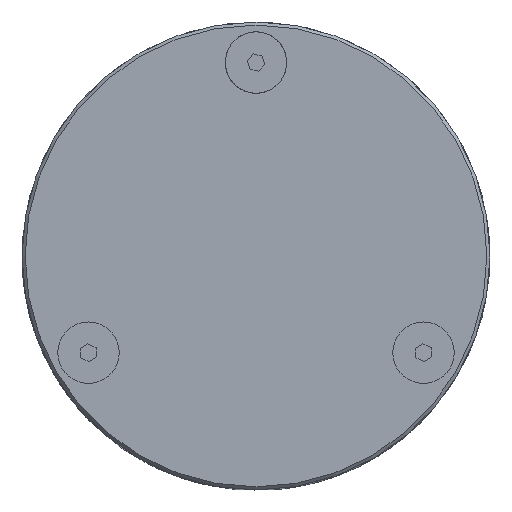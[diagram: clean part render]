
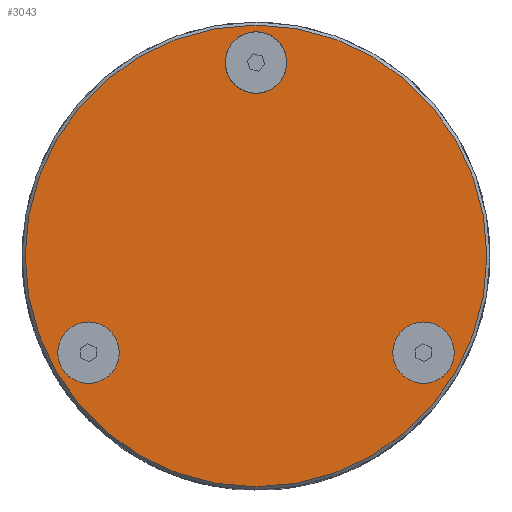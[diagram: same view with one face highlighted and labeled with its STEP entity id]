
A CAD part, top view. The second image highlights one B-rep face of the part: STEP entity #3043.
In plain terms, the highlighted planar face has unit normal (0, 0, 1).
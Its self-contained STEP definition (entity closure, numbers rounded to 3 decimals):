
#216 = AXIS2_PLACEMENT_3D ( 'NONE', #4054, #725, #2315 ) ;
#336 = CARTESIAN_POINT ( 'NONE',  ( 0., 0., 2.032 ) ) ;
#353 = CIRCLE ( 'NONE', #216, 2.502 ) ;
#550 = DIRECTION ( 'NONE',  ( 1., 0., 0. ) ) ;
#555 = VERTEX_POINT ( 'NONE', #5091 ) ;
#611 = ORIENTED_EDGE ( 'NONE', *, *, #3892, .F. ) ;
#712 = CIRCLE ( 'NONE', #3032, 18.796 ) ;
#725 = DIRECTION ( 'NONE',  ( 0., 0., 1. ) ) ;
#734 = EDGE_LOOP ( 'NONE', ( #1789 ) ) ;
#809 = CARTESIAN_POINT ( 'NONE',  ( -11.136, -7.874, 2.032 ) ) ;
#984 = CARTESIAN_POINT ( 'NONE',  ( 13.638, -7.874, 2.032 ) ) ;
#996 = AXIS2_PLACEMENT_3D ( 'NONE', #336, #3641, #3680 ) ;
#1050 = EDGE_CURVE ( 'NONE', #3792, #3792, #1739, .T. ) ;
#1176 = FACE_BOUND ( 'NONE', #734, .T. ) ;
#1253 = AXIS2_PLACEMENT_3D ( 'NONE', #2610, #5185, #1771 ) ;
#1463 = ORIENTED_EDGE ( 'NONE', *, *, #3327, .T. ) ;
#1739 = CIRCLE ( 'NONE', #3388, 2.502 ) ;
#1771 = DIRECTION ( 'NONE',  ( 1., 0., 0. ) ) ;
#1789 = ORIENTED_EDGE ( 'NONE', *, *, #1889, .F. ) ;
#1889 = EDGE_CURVE ( 'NONE', #4434, #4434, #1980, .T. ) ;
#1980 = CIRCLE ( 'NONE', #1253, 2.502 ) ;
#2315 = DIRECTION ( 'NONE',  ( 1., 0., 0. ) ) ;
#2326 = EDGE_LOOP ( 'NONE', ( #611 ) ) ;
#2327 = VERTEX_POINT ( 'NONE', #4208 ) ;
#2610 = CARTESIAN_POINT ( 'NONE',  ( -13.638, -7.874, 2.032 ) ) ;
#3032 = AXIS2_PLACEMENT_3D ( 'NONE', #4356, #3580, #550 ) ;
#3043 = ADVANCED_FACE ( 'NONE', ( #4119, #1176, #5416, #3492 ), #4921, .T. ) ;
#3327 = EDGE_CURVE ( 'NONE', #555, #555, #712, .T. ) ;
#3388 = AXIS2_PLACEMENT_3D ( 'NONE', #984, #5223, #5166 ) ;
#3492 = FACE_BOUND ( 'NONE', #2326, .T. ) ;
#3580 = DIRECTION ( 'NONE',  ( 0., 0., 1. ) ) ;
#3641 = DIRECTION ( 'NONE',  ( 0., 0., 1. ) ) ;
#3680 = DIRECTION ( 'NONE',  ( 1., 0., 0. ) ) ;
#3792 = VERTEX_POINT ( 'NONE', #3795 ) ;
#3795 = CARTESIAN_POINT ( 'NONE',  ( 16.14, -7.874, 2.032 ) ) ;
#3892 = EDGE_CURVE ( 'NONE', #2327, #2327, #353, .T. ) ;
#4031 = EDGE_LOOP ( 'NONE', ( #4674 ) ) ;
#4054 = CARTESIAN_POINT ( 'NONE',  ( 0., 15.748, 2.032 ) ) ;
#4119 = FACE_OUTER_BOUND ( 'NONE', #5073, .T. ) ;
#4208 = CARTESIAN_POINT ( 'NONE',  ( 2.502, 15.748, 2.032 ) ) ;
#4356 = CARTESIAN_POINT ( 'NONE',  ( 0., 0., 2.032 ) ) ;
#4434 = VERTEX_POINT ( 'NONE', #809 ) ;
#4674 = ORIENTED_EDGE ( 'NONE', *, *, #1050, .F. ) ;
#4921 = PLANE ( 'NONE',  #996 ) ;
#5073 = EDGE_LOOP ( 'NONE', ( #1463 ) ) ;
#5091 = CARTESIAN_POINT ( 'NONE',  ( 18.796, 0., 2.032 ) ) ;
#5166 = DIRECTION ( 'NONE',  ( 1., 0., 0. ) ) ;
#5185 = DIRECTION ( 'NONE',  ( 0., 0., 1. ) ) ;
#5223 = DIRECTION ( 'NONE',  ( 0., 0., 1. ) ) ;
#5416 = FACE_BOUND ( 'NONE', #4031, .T. ) ;
